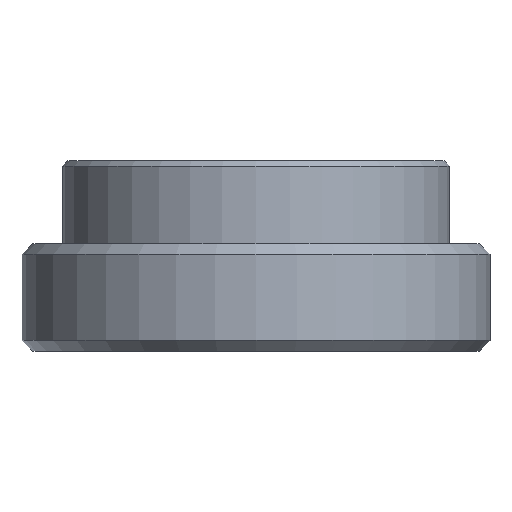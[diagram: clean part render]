
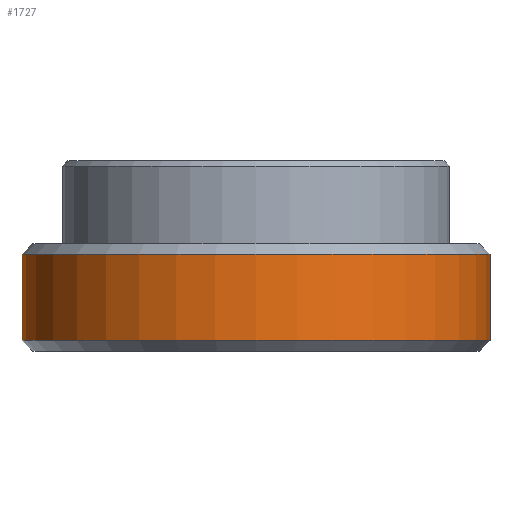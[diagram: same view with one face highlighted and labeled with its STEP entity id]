
A CAD part, front view. The second image highlights one B-rep face of the part: STEP entity #1727.
In plain terms, the highlighted cylindrical face has radius 21.75 mm (diameter 43.5 mm), a partial arc.
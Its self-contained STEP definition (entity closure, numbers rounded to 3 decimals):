
#75 = EDGE_CURVE ( 'NONE', #1397, #669, #817, .T. ) ;
#130 = CARTESIAN_POINT ( 'NONE',  ( -21.75, 0., 9. ) ) ;
#234 = DIRECTION ( 'NONE',  ( 0., 0., 1. ) ) ;
#325 = DIRECTION ( 'NONE',  ( 1., 0., 0. ) ) ;
#392 = AXIS2_PLACEMENT_3D ( 'NONE', #3019, #1819, #325 ) ;
#406 = ORIENTED_EDGE ( 'NONE', *, *, #1946, .T. ) ;
#431 = VECTOR ( 'NONE', #1394, 1000. ) ;
#432 = CARTESIAN_POINT ( 'NONE',  ( 21.75, 0., 0. ) ) ;
#443 = AXIS2_PLACEMENT_3D ( 'NONE', #844, #2853, #592 ) ;
#513 = CARTESIAN_POINT ( 'NONE',  ( 21.75, 0., 9. ) ) ;
#542 = EDGE_CURVE ( 'NONE', #1010, #3257, #1445, .T. ) ;
#592 = DIRECTION ( 'NONE',  ( 1., 0., 0. ) ) ;
#611 = FACE_OUTER_BOUND ( 'NONE', #1093, .T. ) ;
#669 = VERTEX_POINT ( 'NONE', #130 ) ;
#769 = CARTESIAN_POINT ( 'NONE',  ( 21.75, 0., 1. ) ) ;
#817 = LINE ( 'NONE', #2519, #1174 ) ;
#844 = CARTESIAN_POINT ( 'NONE',  ( 0., 0., 0. ) ) ;
#959 = CARTESIAN_POINT ( 'NONE',  ( 0., 0., 9. ) ) ;
#1010 = VERTEX_POINT ( 'NONE', #769 ) ;
#1093 = EDGE_LOOP ( 'NONE', ( #2879, #406, #1232, #1111 ) ) ;
#1111 = ORIENTED_EDGE ( 'NONE', *, *, #1385, .T. ) ;
#1174 = VECTOR ( 'NONE', #234, 1000. ) ;
#1232 = ORIENTED_EDGE ( 'NONE', *, *, #542, .T. ) ;
#1257 = CARTESIAN_POINT ( 'NONE',  ( -21.75, 0., 1. ) ) ;
#1346 = CIRCLE ( 'NONE', #392, 21.75 ) ;
#1385 = EDGE_CURVE ( 'NONE', #3257, #669, #2230, .T. ) ;
#1394 = DIRECTION ( 'NONE',  ( 0., 0., 1. ) ) ;
#1397 = VERTEX_POINT ( 'NONE', #1257 ) ;
#1445 = LINE ( 'NONE', #432, #431 ) ;
#1621 = CYLINDRICAL_SURFACE ( 'NONE', #443, 21.75 ) ;
#1727 = ADVANCED_FACE ( 'NONE', ( #611 ), #1621, .T. ) ;
#1819 = DIRECTION ( 'NONE',  ( 0., 0., 1. ) ) ;
#1946 = EDGE_CURVE ( 'NONE', #1397, #1010, #1346, .T. ) ;
#1951 = DIRECTION ( 'NONE',  ( -1., 0., 0. ) ) ;
#2230 = CIRCLE ( 'NONE', #2922, 21.75 ) ;
#2515 = DIRECTION ( 'NONE',  ( 0., 0., -1. ) ) ;
#2519 = CARTESIAN_POINT ( 'NONE',  ( -21.75, 0., 0. ) ) ;
#2853 = DIRECTION ( 'NONE',  ( 0., 0., 1. ) ) ;
#2879 = ORIENTED_EDGE ( 'NONE', *, *, #75, .F. ) ;
#2922 = AXIS2_PLACEMENT_3D ( 'NONE', #959, #2515, #1951 ) ;
#3019 = CARTESIAN_POINT ( 'NONE',  ( 0., 0., 1. ) ) ;
#3257 = VERTEX_POINT ( 'NONE', #513 ) ;
